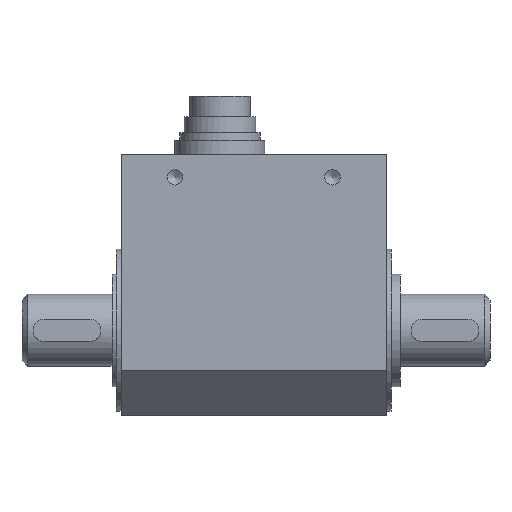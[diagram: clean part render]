
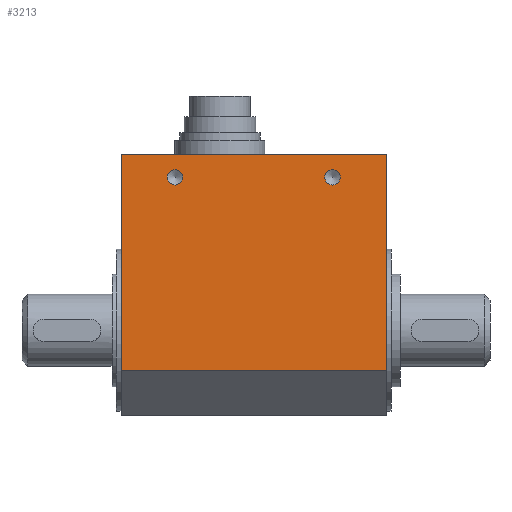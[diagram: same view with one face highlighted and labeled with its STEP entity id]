
A CAD part, front view. The second image highlights one B-rep face of the part: STEP entity #3213.
In plain terms, the highlighted planar face has unit normal (0, -1, 0).
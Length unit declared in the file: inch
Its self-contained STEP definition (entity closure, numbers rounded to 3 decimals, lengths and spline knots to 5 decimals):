
#648=CARTESIAN_POINT('',(-0.39256,-0.75,1.01398));
#649=VERTEX_POINT('',#648);
#650=CARTESIAN_POINT('',(-0.39256,-0.75,0.94661));
#651=DIRECTION('',(0.0,1.0,0.0));
#652=DIRECTION('',(0.0,0.0,-1.0));
#653=AXIS2_PLACEMENT_3D('',#650,#651,#652);
#654=CIRCLE('',#653,0.06736);
#655=EDGE_CURVE('',#649,#649,#654,.T.);
#833=CARTESIAN_POINT('',(0.98539,-0.75,1.01398));
#834=VERTEX_POINT('',#833);
#835=CARTESIAN_POINT('',(0.98539,-0.75,0.94661));
#836=DIRECTION('',(0.0,1.0,0.0));
#837=DIRECTION('',(0.0,0.0,-1.0));
#838=AXIS2_PLACEMENT_3D('',#835,#836,#837);
#839=CIRCLE('',#838,0.06736);
#840=EDGE_CURVE('',#834,#834,#839,.T.);
#3118=CARTESIAN_POINT('',(-0.865,-0.75,-0.7463));
#3119=VERTEX_POINT('',#3118);
#3126=CARTESIAN_POINT('',(-0.865,-0.75,1.14346));
#3127=VERTEX_POINT('',#3126);
#3128=CARTESIAN_POINT('',(-0.865,-0.75,-0.7463));
#3129=DIRECTION('',(0.0,0.0,1.0));
#3130=VECTOR('',#3129,1.88976);
#3131=LINE('',#3128,#3130);
#3132=EDGE_CURVE('',#3119,#3127,#3131,.T.);
#3160=CARTESIAN_POINT('',(1.45783,-0.75,-0.7463));
#3161=VERTEX_POINT('',#3160);
#3168=CARTESIAN_POINT('',(1.45783,-0.75,-0.7463));
#3169=DIRECTION('',(-1.0,0.0,0.0));
#3170=VECTOR('',#3169,2.32283);
#3171=LINE('',#3168,#3170);
#3172=EDGE_CURVE('',#3161,#3119,#3171,.T.);
#3184=CARTESIAN_POINT('',(-0.865,-0.75,-1.14));
#3185=DIRECTION('',(0.0,-1.0,0.0));
#3186=DIRECTION('',(0.0,0.0,-1.0));
#3187=AXIS2_PLACEMENT_3D('',#3184,#3185,#3186);
#3188=PLANE('',#3187);
#3189=ORIENTED_EDGE('',*,*,#3172,.F.);
#3190=CARTESIAN_POINT('',(1.45783,-0.75,1.14346));
#3191=VERTEX_POINT('',#3190);
#3192=CARTESIAN_POINT('',(1.45783,-0.75,-0.7463));
#3193=DIRECTION('',(0.0,0.0,1.0));
#3194=VECTOR('',#3193,1.88976);
#3195=LINE('',#3192,#3194);
#3196=EDGE_CURVE('',#3161,#3191,#3195,.T.);
#3197=ORIENTED_EDGE('',*,*,#3196,.T.);
#3198=CARTESIAN_POINT('',(-0.865,-0.75,1.14346));
#3199=DIRECTION('',(1.0,0.0,0.0));
#3200=VECTOR('',#3199,2.32283);
#3201=LINE('',#3198,#3200);
#3202=EDGE_CURVE('',#3127,#3191,#3201,.T.);
#3203=ORIENTED_EDGE('',*,*,#3202,.F.);
#3204=ORIENTED_EDGE('',*,*,#3132,.F.);
#3205=EDGE_LOOP('',(#3189,#3197,#3203,#3204));
#3206=FACE_OUTER_BOUND('',#3205,.T.);
#3207=ORIENTED_EDGE('',*,*,#840,.T.);
#3208=EDGE_LOOP('',(#3207));
#3209=FACE_BOUND('',#3208,.T.);
#3210=ORIENTED_EDGE('',*,*,#655,.T.);
#3211=EDGE_LOOP('',(#3210));
#3212=FACE_BOUND('',#3211,.T.);
#3213=ADVANCED_FACE('',(#3206,#3209,#3212),#3188,.T.);
